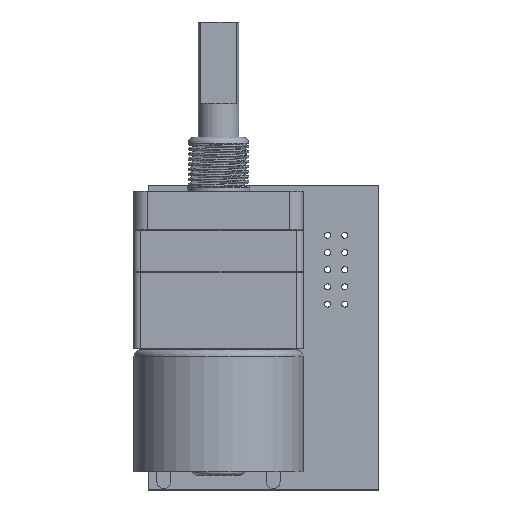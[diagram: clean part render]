
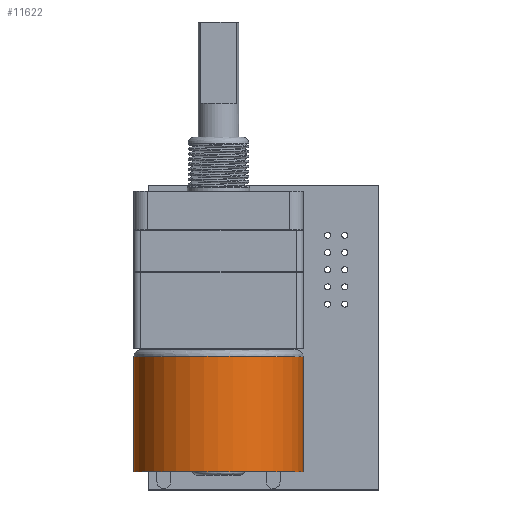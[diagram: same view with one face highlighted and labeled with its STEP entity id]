
A CAD part, top view. The second image highlights one B-rep face of the part: STEP entity #11622.
In plain terms, the highlighted cylindrical face has radius 12.5 mm (diameter 25 mm), a partial arc.
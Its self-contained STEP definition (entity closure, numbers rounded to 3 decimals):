
#9184 = VERTEX_POINT('',#9185);
#9185 = CARTESIAN_POINT('',(-31.45,0.,-12.5));
#9186 = VERTEX_POINT('',#9187);
#9187 = CARTESIAN_POINT('',(-31.45,0.,12.5));
#9241 = CYLINDRICAL_SURFACE('',#9242,12.5);
#9242 = AXIS2_PLACEMENT_3D('',#9243,#9244,#9245);
#9243 = CARTESIAN_POINT('',(-48.45,0.,0.));
#9244 = DIRECTION('',(1.,0.,0.));
#9245 = DIRECTION('',(0.,0.,-1.));
#9291 = ( BOUNDED_SURFACE() B_SPLINE_SURFACE(3,3,(
    (#9292,#9293,#9294,#9295)
    ,(#9296,#9297,#9298,#9299)
    ,(#9300,#9301,#9302,#9303)
    ,(#9304,#9305,#9306,#9307
)),.UNSPECIFIED.,.F.,.F.,.F.) B_SPLINE_SURFACE_WITH_KNOTS((4,4),(4,4),(
    0.,1.),(0.,1.),.PIECEWISE_BEZIER_KNOTS.) 
GEOMETRIC_REPRESENTATION_ITEM() RATIONAL_B_SPLINE_SURFACE((
    (1.,0.333,0.333,1.)
    ,(0.805,0.268,0.268,0.805)
    ,(0.805,0.268,0.268,0.805)
,(1.,0.333,0.333,1.
))) REPRESENTATION_ITEM('') SURFACE() );
#9292 = CARTESIAN_POINT('',(-31.45,0.,12.5));
#9293 = CARTESIAN_POINT('',(-31.45,25.,12.5));
#9294 = CARTESIAN_POINT('',(-31.45,25.,-12.5));
#9295 = CARTESIAN_POINT('',(-31.45,0.,-12.5));
#9296 = CARTESIAN_POINT('',(-30.864,0.,12.5));
#9297 = CARTESIAN_POINT('',(-30.864,25.,12.5));
#9298 = CARTESIAN_POINT('',(-30.864,25.,-12.5));
#9299 = CARTESIAN_POINT('',(-30.864,0.,-12.5));
#9300 = CARTESIAN_POINT('',(-30.45,0.,12.086));
#9301 = CARTESIAN_POINT('',(-30.45,24.172,12.086));
#9302 = CARTESIAN_POINT('',(-30.45,24.172,-12.086));
#9303 = CARTESIAN_POINT('',(-30.45,0.,-12.086)
  );
#9304 = CARTESIAN_POINT('',(-30.45,0.,11.5));
#9305 = CARTESIAN_POINT('',(-30.45,23.,11.5));
#9306 = CARTESIAN_POINT('',(-30.45,23.,-11.5));
#9307 = CARTESIAN_POINT('',(-30.45,0.,-11.5));
#11622 = ADVANCED_FACE('',(#11623),#11638,.T.);
#11623 = FACE_BOUND('',#11624,.T.);
#11624 = EDGE_LOOP('',(#11625,#11664,#11683,#11726));
#11625 = ORIENTED_EDGE('',*,*,#11626,.T.);
#11626 = EDGE_CURVE('',#11627,#11629,#11631,.T.);
#11627 = VERTEX_POINT('',#11628);
#11628 = CARTESIAN_POINT('',(-48.45,0.,-12.5));
#11629 = VERTEX_POINT('',#11630);
#11630 = CARTESIAN_POINT('',(-48.45,0.,12.5));
#11631 = SURFACE_CURVE('',#11632,(#11637,#11648),.PCURVE_S1.);
#11632 = CIRCLE('',#11633,12.5);
#11633 = AXIS2_PLACEMENT_3D('',#11634,#11635,#11636);
#11634 = CARTESIAN_POINT('',(-48.45,0.,0.));
#11635 = DIRECTION('',(1.,0.,0.));
#11636 = DIRECTION('',(0.,0.,-1.));
#11637 = PCURVE('',#11638,#11643);
#11638 = CYLINDRICAL_SURFACE('',#11639,12.5);
#11639 = AXIS2_PLACEMENT_3D('',#11640,#11641,#11642);
#11640 = CARTESIAN_POINT('',(-48.45,0.,0.));
#11641 = DIRECTION('',(1.,0.,0.));
#11642 = DIRECTION('',(0.,0.,-1.));
#11643 = DEFINITIONAL_REPRESENTATION('',(#11644),#11647);
#11644 = B_SPLINE_CURVE_WITH_KNOTS('',1,(#11645,#11646),.UNSPECIFIED.,
  .F.,.F.,(2,2),(0.,3.142),.PIECEWISE_BEZIER_KNOTS.);
#11645 = CARTESIAN_POINT('',(0.,0.));
#11646 = CARTESIAN_POINT('',(3.142,0.));
#11647 = ( GEOMETRIC_REPRESENTATION_CONTEXT(2) 
PARAMETRIC_REPRESENTATION_CONTEXT() REPRESENTATION_CONTEXT('2D SPACE',''
  ) );
#11648 = PCURVE('',#11649,#11654);
#11649 = PLANE('',#11650);
#11650 = AXIS2_PLACEMENT_3D('',#11651,#11652,#11653);
#11651 = CARTESIAN_POINT('',(-48.45,0.,0.));
#11652 = DIRECTION('',(-1.,0.,0.));
#11653 = DIRECTION('',(0.,0.,1.));
#11654 = DEFINITIONAL_REPRESENTATION('',(#11655),#11663);
#11655 = ( BOUNDED_CURVE() B_SPLINE_CURVE(2,(#11656,#11657,#11658,#11659
    ,#11660,#11661,#11662),.UNSPECIFIED.,.F.,.F.) 
B_SPLINE_CURVE_WITH_KNOTS((1,2,2,2,2,1),(-2.094,0.,
    2.094,4.189,6.283,8.378),
.UNSPECIFIED.) CURVE() GEOMETRIC_REPRESENTATION_ITEM() 
RATIONAL_B_SPLINE_CURVE((1.,0.5,1.,0.5,1.,0.5,1.)) REPRESENTATION_ITEM(
  '') );
#11656 = CARTESIAN_POINT('',(-12.5,0.));
#11657 = CARTESIAN_POINT('',(-12.5,21.651));
#11658 = CARTESIAN_POINT('',(6.25,10.825));
#11659 = CARTESIAN_POINT('',(25.,0.));
#11660 = CARTESIAN_POINT('',(6.25,-10.825));
#11661 = CARTESIAN_POINT('',(-12.5,-21.651));
#11662 = CARTESIAN_POINT('',(-12.5,0.));
#11663 = ( GEOMETRIC_REPRESENTATION_CONTEXT(2) 
PARAMETRIC_REPRESENTATION_CONTEXT() REPRESENTATION_CONTEXT('2D SPACE',''
  ) );
#11664 = ORIENTED_EDGE('',*,*,#11665,.T.);
#11665 = EDGE_CURVE('',#11629,#9186,#11666,.T.);
#11666 = SURFACE_CURVE('',#11667,(#11671,#11677),.PCURVE_S1.);
#11667 = LINE('',#11668,#11669);
#11668 = CARTESIAN_POINT('',(-48.45,0.,12.5));
#11669 = VECTOR('',#11670,1.);
#11670 = DIRECTION('',(1.,0.,0.));
#11671 = PCURVE('',#11638,#11672);
#11672 = DEFINITIONAL_REPRESENTATION('',(#11673),#11676);
#11673 = B_SPLINE_CURVE_WITH_KNOTS('',1,(#11674,#11675),.UNSPECIFIED.,
  .F.,.F.,(2,2),(0.,17.),.PIECEWISE_BEZIER_KNOTS.);
#11674 = CARTESIAN_POINT('',(3.142,0.));
#11675 = CARTESIAN_POINT('',(3.142,17.));
#11676 = ( GEOMETRIC_REPRESENTATION_CONTEXT(2) 
PARAMETRIC_REPRESENTATION_CONTEXT() REPRESENTATION_CONTEXT('2D SPACE',''
  ) );
#11677 = PCURVE('',#9241,#11678);
#11678 = DEFINITIONAL_REPRESENTATION('',(#11679),#11682);
#11679 = B_SPLINE_CURVE_WITH_KNOTS('',1,(#11680,#11681),.UNSPECIFIED.,
  .F.,.F.,(2,2),(0.,17.),.PIECEWISE_BEZIER_KNOTS.);
#11680 = CARTESIAN_POINT('',(3.142,0.));
#11681 = CARTESIAN_POINT('',(3.142,17.));
#11682 = ( GEOMETRIC_REPRESENTATION_CONTEXT(2) 
PARAMETRIC_REPRESENTATION_CONTEXT() REPRESENTATION_CONTEXT('2D SPACE',''
  ) );
#11683 = ORIENTED_EDGE('',*,*,#11684,.T.);
#11684 = EDGE_CURVE('',#9186,#9184,#11685,.T.);
#11685 = SURFACE_CURVE('',#11686,(#11691,#11697),.PCURVE_S1.);
#11686 = CIRCLE('',#11687,12.5);
#11687 = AXIS2_PLACEMENT_3D('',#11688,#11689,#11690);
#11688 = CARTESIAN_POINT('',(-31.45,0.,0.));
#11689 = DIRECTION('',(-1.,0.,0.));
#11690 = DIRECTION('',(0.,0.,-1.));
#11691 = PCURVE('',#11638,#11692);
#11692 = DEFINITIONAL_REPRESENTATION('',(#11693),#11696);
#11693 = B_SPLINE_CURVE_WITH_KNOTS('',1,(#11694,#11695),.UNSPECIFIED.,
  .F.,.F.,(2,2),(3.142,6.283),.PIECEWISE_BEZIER_KNOTS.);
#11694 = CARTESIAN_POINT('',(3.142,17.));
#11695 = CARTESIAN_POINT('',(0.,17.));
#11696 = ( GEOMETRIC_REPRESENTATION_CONTEXT(2) 
PARAMETRIC_REPRESENTATION_CONTEXT() REPRESENTATION_CONTEXT('2D SPACE',''
  ) );
#11697 = PCURVE('',#9291,#11698);
#11698 = DEFINITIONAL_REPRESENTATION('',(#11699),#11725);
#11699 = B_SPLINE_CURVE_WITH_KNOTS('',3,(#11700,#11701,#11702,#11703,
    #11704,#11705,#11706,#11707,#11708,#11709,#11710,#11711,#11712,
    #11713,#11714,#11715,#11716,#11717,#11718,#11719,#11720,#11721,
    #11722,#11723,#11724),.UNSPECIFIED.,.F.,.F.,(4,1,1,1,1,1,1,1,1,1,1,1
    ,1,1,1,1,1,1,1,1,1,1,4),(3.142,3.284,3.427
    ,3.57,3.713,3.856,3.998,
    4.141,4.284,4.427,4.57,
    4.712,4.855,4.998,5.141,
    5.284,5.426,5.569,5.712,
    5.855,5.998,6.14,6.283),
  .QUASI_UNIFORM_KNOTS.);
#11700 = CARTESIAN_POINT('',(0.,0.));
#11701 = CARTESIAN_POINT('',(0.,0.024));
#11702 = CARTESIAN_POINT('',(0.,0.068));
#11703 = CARTESIAN_POINT('',(0.,0.127));
#11704 = CARTESIAN_POINT('',(0.,0.179));
#11705 = CARTESIAN_POINT('',(0.,0.228));
#11706 = CARTESIAN_POINT('',(0.,0.272));
#11707 = CARTESIAN_POINT('',(0.,0.314));
#11708 = CARTESIAN_POINT('',(0.,0.353));
#11709 = CARTESIAN_POINT('',(0.,0.391));
#11710 = CARTESIAN_POINT('',(0.,0.428));
#11711 = CARTESIAN_POINT('',(0.,0.464));
#11712 = CARTESIAN_POINT('',(0.,0.5));
#11713 = CARTESIAN_POINT('',(0.,0.536));
#11714 = CARTESIAN_POINT('',(0.,0.572));
#11715 = CARTESIAN_POINT('',(0.,0.609));
#11716 = CARTESIAN_POINT('',(0.,0.647));
#11717 = CARTESIAN_POINT('',(0.,0.686));
#11718 = CARTESIAN_POINT('',(0.,0.728));
#11719 = CARTESIAN_POINT('',(0.,0.772));
#11720 = CARTESIAN_POINT('',(0.,0.821));
#11721 = CARTESIAN_POINT('',(0.,0.873));
#11722 = CARTESIAN_POINT('',(0.,0.932));
#11723 = CARTESIAN_POINT('',(0.,0.976));
#11724 = CARTESIAN_POINT('',(0.,1.));
#11725 = ( GEOMETRIC_REPRESENTATION_CONTEXT(2) 
PARAMETRIC_REPRESENTATION_CONTEXT() REPRESENTATION_CONTEXT('2D SPACE',''
  ) );
#11726 = ORIENTED_EDGE('',*,*,#11727,.F.);
#11727 = EDGE_CURVE('',#11627,#9184,#11728,.T.);
#11728 = SURFACE_CURVE('',#11729,(#11733,#11739),.PCURVE_S1.);
#11729 = LINE('',#11730,#11731);
#11730 = CARTESIAN_POINT('',(-48.45,0.,-12.5));
#11731 = VECTOR('',#11732,1.);
#11732 = DIRECTION('',(1.,0.,0.));
#11733 = PCURVE('',#11638,#11734);
#11734 = DEFINITIONAL_REPRESENTATION('',(#11735),#11738);
#11735 = B_SPLINE_CURVE_WITH_KNOTS('',1,(#11736,#11737),.UNSPECIFIED.,
  .F.,.F.,(2,2),(0.,17.),.PIECEWISE_BEZIER_KNOTS.);
#11736 = CARTESIAN_POINT('',(0.,0.));
#11737 = CARTESIAN_POINT('',(0.,17.));
#11738 = ( GEOMETRIC_REPRESENTATION_CONTEXT(2) 
PARAMETRIC_REPRESENTATION_CONTEXT() REPRESENTATION_CONTEXT('2D SPACE',''
  ) );
#11739 = PCURVE('',#9241,#11740);
#11740 = DEFINITIONAL_REPRESENTATION('',(#11741),#11744);
#11741 = B_SPLINE_CURVE_WITH_KNOTS('',1,(#11742,#11743),.UNSPECIFIED.,
  .F.,.F.,(2,2),(0.,17.),.PIECEWISE_BEZIER_KNOTS.);
#11742 = CARTESIAN_POINT('',(6.283,0.));
#11743 = CARTESIAN_POINT('',(6.283,17.));
#11744 = ( GEOMETRIC_REPRESENTATION_CONTEXT(2) 
PARAMETRIC_REPRESENTATION_CONTEXT() REPRESENTATION_CONTEXT('2D SPACE',''
  ) );
